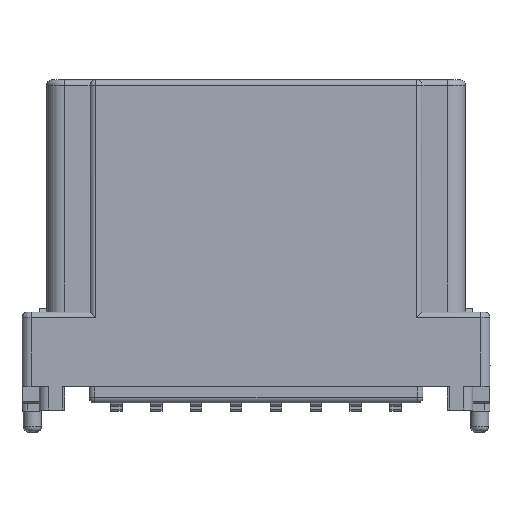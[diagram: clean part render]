
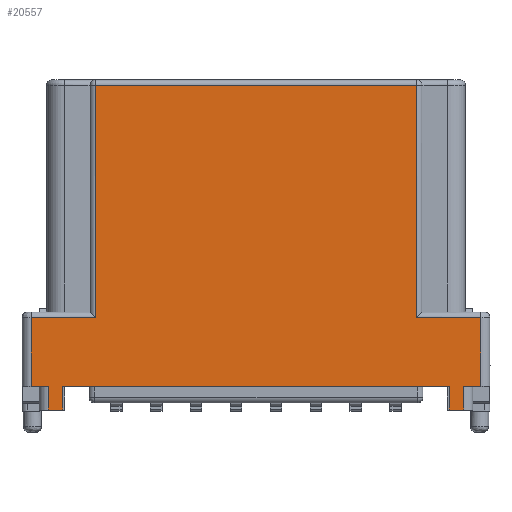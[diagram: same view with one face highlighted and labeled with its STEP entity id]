
A CAD part, top view. The second image highlights one B-rep face of the part: STEP entity #20557.
In plain terms, the highlighted planar face has unit normal (0, 0, 1).
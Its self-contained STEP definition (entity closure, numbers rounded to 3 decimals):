
#1400=DIRECTION('',(-1.,0.,0.));
#1401=VECTOR('',#1400,0.95);
#1402=CARTESIAN_POINT('',(12.4,3.65,-4.05));
#1403=LINE('',#1402,#1401);
#2633=DIRECTION('',(0.,1.,0.));
#2634=VECTOR('',#2633,12.8);
#2635=CARTESIAN_POINT('',(-8.85,7.45,-4.05));
#2636=LINE('',#2635,#2634);
#2637=DIRECTION('',(1.,0.,0.));
#2638=VECTOR('',#2637,3.55);
#2639=CARTESIAN_POINT('',(-12.4,7.45,-4.05));
#2640=LINE('',#2639,#2638);
#2645=DIRECTION('',(1.,0.,0.));
#2646=VECTOR('',#2645,21.3);
#2647=CARTESIAN_POINT('',(-10.65,3.65,-4.05));
#2648=LINE('',#2647,#2646);
#2649=DIRECTION('',(0.,1.,0.));
#2650=VECTOR('',#2649,1.3);
#2651=CARTESIAN_POINT('',(-10.65,2.35,-4.05));
#2652=LINE('',#2651,#2650);
#2653=DIRECTION('',(1.,0.,0.));
#2654=VECTOR('',#2653,0.8);
#2655=CARTESIAN_POINT('',(-11.45,2.35,-4.05));
#2656=LINE('',#2655,#2654);
#2657=DIRECTION('',(1.,0.,0.));
#2658=VECTOR('',#2657,0.95);
#2659=CARTESIAN_POINT('',(-12.4,3.65,-4.05));
#2660=LINE('',#2659,#2658);
#2665=DIRECTION('',(1.,0.,0.));
#2666=VECTOR('',#2665,17.7);
#2667=CARTESIAN_POINT('',(-8.85,20.25,-4.05));
#2668=LINE('',#2667,#2666);
#3764=DIRECTION('',(0.,-1.,0.));
#3765=VECTOR('',#3764,3.8);
#3766=CARTESIAN_POINT('',(12.4,7.45,-4.05));
#3767=LINE('',#3766,#3765);
#3776=DIRECTION('',(1.,0.,0.));
#3777=VECTOR('',#3776,3.55);
#3778=CARTESIAN_POINT('',(8.85,7.45,-4.05));
#3779=LINE('',#3778,#3777);
#3794=DIRECTION('',(0.,-1.,0.));
#3795=VECTOR('',#3794,12.8);
#3796=CARTESIAN_POINT('',(8.85,20.25,-4.05));
#3797=LINE('',#3796,#3795);
#9141=DIRECTION('',(0.,-1.,0.));
#9142=VECTOR('',#9141,1.3);
#9143=CARTESIAN_POINT('',(11.45,3.65,-4.05));
#9144=LINE('',#9143,#9142);
#9165=DIRECTION('',(0.,1.,0.));
#9166=VECTOR('',#9165,1.3);
#9167=CARTESIAN_POINT('',(10.65,2.35,-4.05));
#9168=LINE('',#9167,#9166);
#9173=DIRECTION('',(-1.,0.,0.));
#9174=VECTOR('',#9173,0.8);
#9175=CARTESIAN_POINT('',(11.45,2.35,-4.05));
#9176=LINE('',#9175,#9174);
#9215=DIRECTION('',(0.,1.,0.));
#9216=VECTOR('',#9215,1.3);
#9217=CARTESIAN_POINT('',(-11.45,2.35,-4.05));
#9218=LINE('',#9217,#9216);
#9227=DIRECTION('',(0.,1.,0.));
#9228=VECTOR('',#9227,3.8);
#9229=CARTESIAN_POINT('',(-12.4,3.65,-4.05));
#9230=LINE('',#9229,#9228);
#14007=CARTESIAN_POINT('',(12.4,3.65,-4.05));
#14008=VERTEX_POINT('',#14007);
#14009=CARTESIAN_POINT('',(11.45,3.65,-4.05));
#14010=VERTEX_POINT('',#14009);
#14017=CARTESIAN_POINT('',(10.65,3.65,-4.05));
#14018=VERTEX_POINT('',#14017);
#14019=CARTESIAN_POINT('',(-10.65,3.65,-4.05));
#14020=VERTEX_POINT('',#14019);
#14027=CARTESIAN_POINT('',(-11.45,3.65,-4.05));
#14028=VERTEX_POINT('',#14027);
#14029=CARTESIAN_POINT('',(-12.4,3.65,-4.05));
#14030=VERTEX_POINT('',#14029);
#14120=CARTESIAN_POINT('',(-8.85,20.25,-4.05));
#14121=VERTEX_POINT('',#14120);
#14122=CARTESIAN_POINT('',(8.85,20.25,-4.05));
#14123=VERTEX_POINT('',#14122);
#14124=CARTESIAN_POINT('',(-8.85,7.45,-4.05));
#14125=VERTEX_POINT('',#14124);
#14126=CARTESIAN_POINT('',(-12.4,7.45,-4.05));
#14127=VERTEX_POINT('',#14126);
#14128=CARTESIAN_POINT('',(-11.45,2.35,-4.05));
#14129=VERTEX_POINT('',#14128);
#14130=CARTESIAN_POINT('',(-10.65,2.35,-4.05));
#14131=VERTEX_POINT('',#14130);
#14132=CARTESIAN_POINT('',(10.65,2.35,-4.05));
#14133=VERTEX_POINT('',#14132);
#14134=CARTESIAN_POINT('',(11.45,2.35,-4.05));
#14135=VERTEX_POINT('',#14134);
#14136=CARTESIAN_POINT('',(12.4,7.45,-4.05));
#14137=VERTEX_POINT('',#14136);
#14138=CARTESIAN_POINT('',(8.85,7.45,-4.05));
#14139=VERTEX_POINT('',#14138);
#20523=CARTESIAN_POINT('',(16.05,7.5,-4.05));
#20524=DIRECTION('',(0.,0.,-1.));
#20525=DIRECTION('',(-1.,0.,0.));
#20526=AXIS2_PLACEMENT_3D('',#20523,#20524,#20525);
#20527=PLANE('',#20526);
#20529=ORIENTED_EDGE('',*,*,#20528,.T.);
#20531=ORIENTED_EDGE('',*,*,#20530,.T.);
#20533=ORIENTED_EDGE('',*,*,#20532,.T.);
#20535=ORIENTED_EDGE('',*,*,#20534,.T.);
#20536=ORIENTED_EDGE('',*,*,#18842,.T.);
#20538=ORIENTED_EDGE('',*,*,#20537,.T.);
#20540=ORIENTED_EDGE('',*,*,#20539,.T.);
#20542=ORIENTED_EDGE('',*,*,#20541,.T.);
#20543=ORIENTED_EDGE('',*,*,#18832,.F.);
#20545=ORIENTED_EDGE('',*,*,#20544,.F.);
#20547=ORIENTED_EDGE('',*,*,#20546,.F.);
#20549=ORIENTED_EDGE('',*,*,#20548,.T.);
#20550=ORIENTED_EDGE('',*,*,#18822,.F.);
#20552=ORIENTED_EDGE('',*,*,#20551,.T.);
#20553=ORIENTED_EDGE('',*,*,#20514,.T.);
#20554=ORIENTED_EDGE('',*,*,#20504,.T.);
#20555=EDGE_LOOP('',(#20529,#20531,#20533,#20535,#20536,#20538,#20540,#20542,
#20543,#20545,#20547,#20549,#20550,#20552,#20553,#20554));
#20556=FACE_OUTER_BOUND('',#20555,.F.);
#20557=ADVANCED_FACE('',(#20556),#20527,.F.);
#18822=EDGE_CURVE('',#14030,#14028,#2660,.T.);
#18832=EDGE_CURVE('',#14020,#14018,#2648,.T.);
#18842=EDGE_CURVE('',#14008,#14010,#1403,.T.);
#20504=EDGE_CURVE('',#14125,#14121,#2636,.T.);
#20514=EDGE_CURVE('',#14127,#14125,#2640,.T.);
#20528=EDGE_CURVE('',#14121,#14123,#2668,.T.);
#20530=EDGE_CURVE('',#14123,#14139,#3797,.T.);
#20532=EDGE_CURVE('',#14139,#14137,#3779,.T.);
#20534=EDGE_CURVE('',#14137,#14008,#3767,.T.);
#20537=EDGE_CURVE('',#14010,#14135,#9144,.T.);
#20539=EDGE_CURVE('',#14135,#14133,#9176,.T.);
#20541=EDGE_CURVE('',#14133,#14018,#9168,.T.);
#20544=EDGE_CURVE('',#14131,#14020,#2652,.T.);
#20546=EDGE_CURVE('',#14129,#14131,#2656,.T.);
#20548=EDGE_CURVE('',#14129,#14028,#9218,.T.);
#20551=EDGE_CURVE('',#14030,#14127,#9230,.T.);
